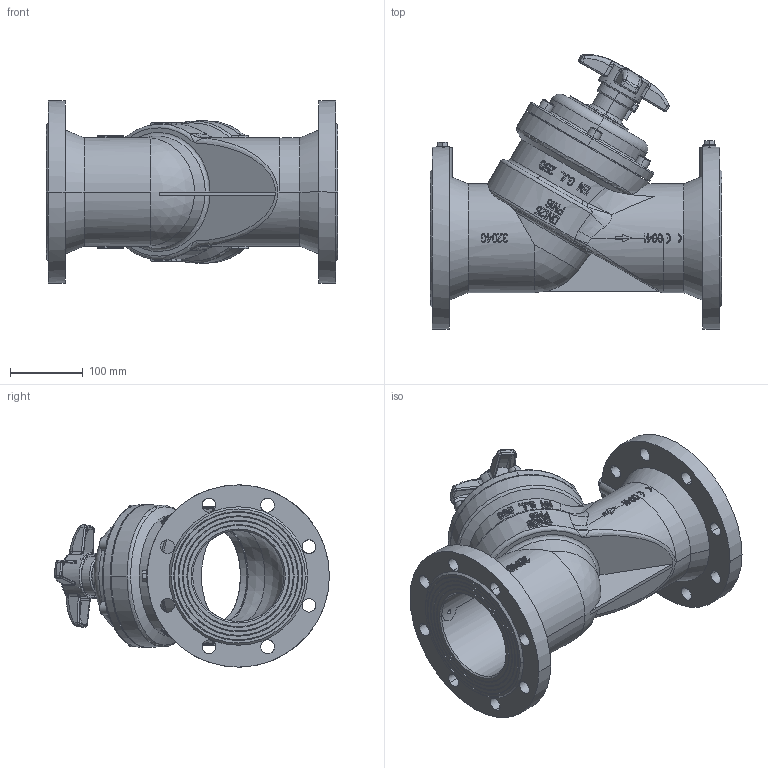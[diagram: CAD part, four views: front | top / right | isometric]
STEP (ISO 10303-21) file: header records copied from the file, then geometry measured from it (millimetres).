
FILE_DESCRIPTION((''),'2;1');
FILE_NAME('003Z1065_ASM','2015-05-12T',('u317927'),('Danfoss'),'PRO/ENGINEER BY PARAMETRIC TECHNOLOGY CORPORATION, 2014000','PRO/ENGINEER BY PARAMETRIC TECHNOLOGY CORPORATION, 2014000','');
FILE_SCHEMA(('CONFIG_CONTROL_DESIGN'));
Products named in the file (21): DN125BODY_35; BONNETMACHING125-M_37; NIPPLE_2; NIPPLEGASKET_2; GB-T70_1-M12X30_2; GB-T70_1-M12X20_2; DIGITALWHEEL_2; BODYNEW_2; MANIFOLD_SOLID_BREP_142943; MANIFOLD_SOLID_BREP_143824; MANIFOLD_SOLID_BREP_145563; MANIFOLD_SOLID_BREP_146374; MANIFOLD_SOLID_BREP_147086; MANIFOLD_SOLID_BREP_148627; MANIFOLD_SOLID_BREP_150098; MANIFOLD_SOLID_BREP_151569; PRT0003_2_ASM_ASM; ASM0003_ASM_3_ASM_ASM; ASM0001_ASM_19_ASM_ASM; 003Z1065_ASM_ASM_ASM; 003Z1065_ASM
Assembly tree (25 placements, depth 6):
  003Z1065_ASM
    003Z1065_ASM_ASM_ASM
      ASM0001_ASM_19_ASM_ASM
        DN125BODY_35
        BONNETMACHING125-M_37
        NIPPLE_2  x2
        NIPPLEGASKET_2
        GB-T70_1-M12X30_2  x2
        GB-T70_1-M12X20_2  x4
        ASM0003_ASM_3_ASM_ASM
          DIGITALWHEEL_2
          BODYNEW_2
          PRT0003_2_ASM_ASM
            MANIFOLD_SOLID_BREP_142943
            MANIFOLD_SOLID_BREP_143824
            MANIFOLD_SOLID_BREP_145563
            MANIFOLD_SOLID_BREP_146374
            MANIFOLD_SOLID_BREP_147086
            MANIFOLD_SOLID_BREP_148627
            MANIFOLD_SOLID_BREP_150098
            MANIFOLD_SOLID_BREP_151569
Bounding box: 400 x 376.92 x 250 mm (x, y, z)
Volume: 5048304.9 mm3; surface area: 859534.6 mm2
Topology: 22 solids, 39 shells, 3834 faces, 10715 edges, 7063 vertices
Faces by surface type: plane 2368, bspline 741, cylinder 462, cone 132, torus 114, revolution 9, sphere 6, extrusion 2
Entity records: 140405 total; most frequent: CARTESIAN_POINT 50249, ORIENTED_EDGE 20612, DIRECTION 15679, EDGE_CURVE 10331, VERTEX_POINT 6842, VECTOR 6200, LINE 6198, AXIS2_PLACEMENT_3D 4735
